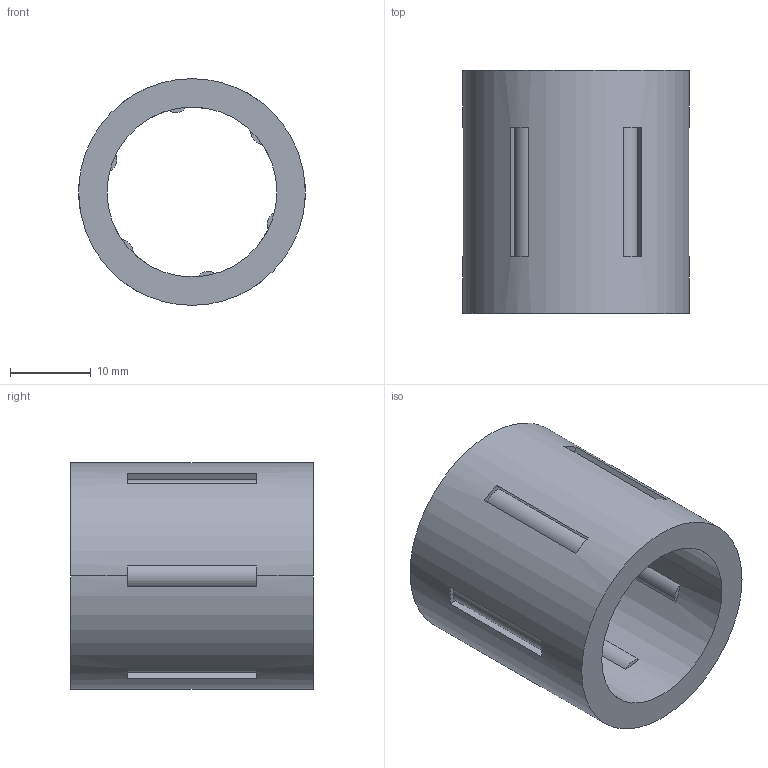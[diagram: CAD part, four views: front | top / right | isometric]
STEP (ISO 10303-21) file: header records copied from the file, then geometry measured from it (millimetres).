
FILE_DESCRIPTION(('CATIA V5 STEP Exchange'),'2;1');
FILE_NAME('kh-2030.stp','2006-09-07T02:42:47+00:00',('none'),('none'),'CATIA Version 5 Release 14 (IN-10)','CATIA V5 STEP AP214','none');
FILE_SCHEMA(('AUTOMOTIVE_DESIGN { 1 0 10303 214 1 1 1 1 }'));
Length unit declared in the file: millimetre
Products named in the file (1): kh-2030
Bounding box: 28 x 30 x 28 mm (x, y, z)
Volume: 8002.9 mm3; surface area: 5418.9 mm2
Topology: 1 solids, 1 shells, 54 faces, 126 edges, 84 vertices
Faces by surface type: plane 38, cylinder 16
Entity records: 1740 total; most frequent: CARTESIAN_POINT 505, ORIENTED_EDGE 252, DIRECTION 216, EDGE_CURVE 126, AXIS2_PLACEMENT_3D 97, VERTEX_POINT 84, VECTOR 66, EDGE_LOOP 66
